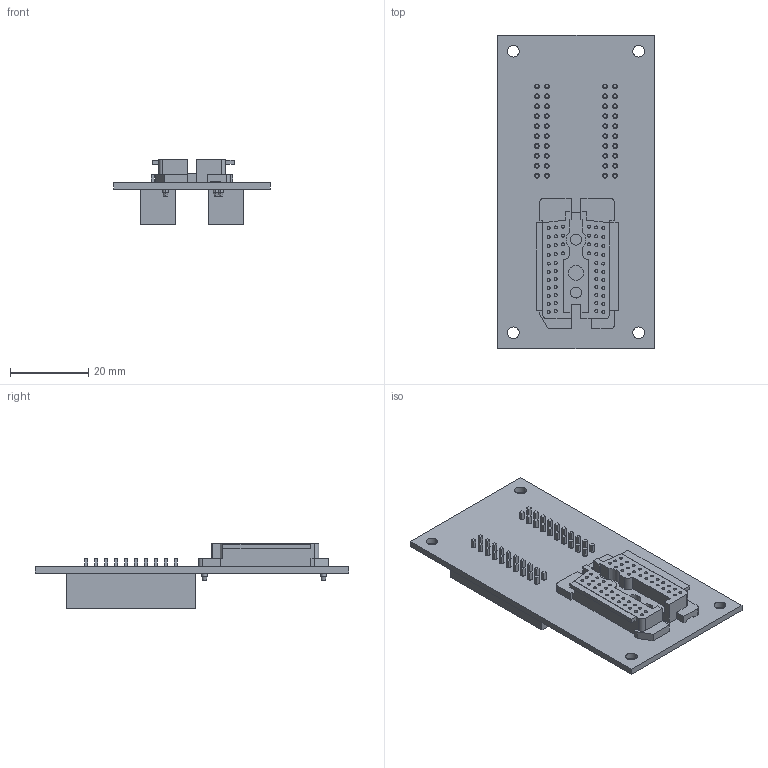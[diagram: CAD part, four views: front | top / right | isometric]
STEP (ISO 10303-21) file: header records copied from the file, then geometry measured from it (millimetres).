
FILE_DESCRIPTION (( 'STEP AP214' ), '1' );
FILE_NAME ('HP45 Breakout CS3.STEP', '2018-04-03T16:36:13', ( '' ), ( '' ), 'SwSTEP 2.0', 'SolidWorks 2014', '' );
FILE_SCHEMA (( 'AUTOMOTIVE_DESIGN' ));
Length unit declared in the file: millimetre
Products named in the file (1): HP45 Breakout CS3
Bounding box: 40 x 80 x 16.5 mm (x, y, z)
Volume: 9163.9 mm3; surface area: 14221.6 mm2
Topology: 2 solids, 2 shells, 925 faces, 2224 edges, 1480 vertices
Faces by surface type: plane 596, cylinder 323, cone 6
Entity records: 36366 total; most frequent: DIRECTION 4728, CARTESIAN_POINT 4630, ORIENTED_EDGE 4448, EDGE_CURVE 2224, AXIS2_PLACEMENT_3D 1578, LINE 1572, VECTOR 1572, VERTEX_POINT 1480
